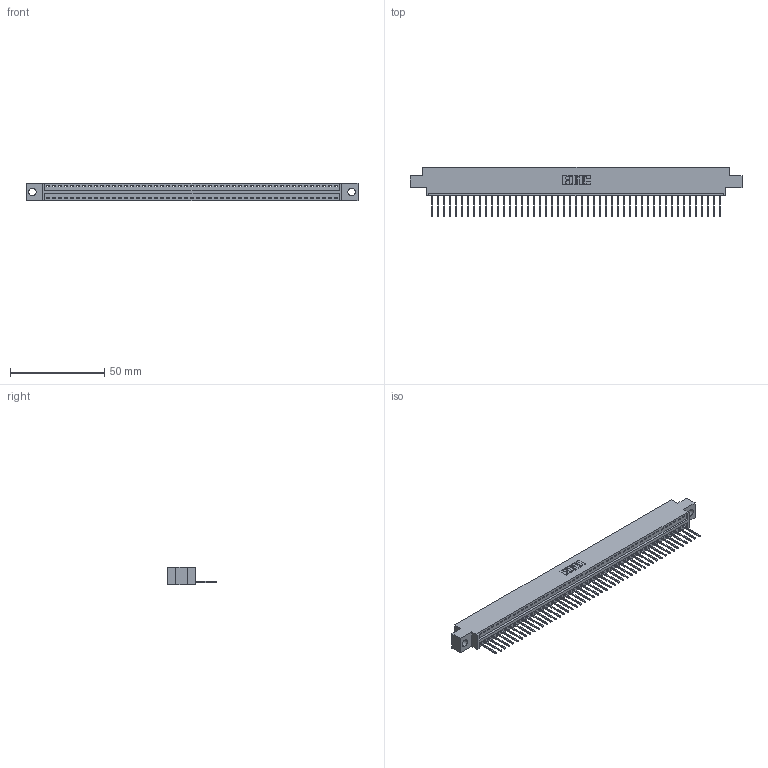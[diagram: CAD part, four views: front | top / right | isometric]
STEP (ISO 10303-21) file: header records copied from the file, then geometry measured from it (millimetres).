
FILE_DESCRIPTION (( 'STEP AP203' ), '1' );
FILE_NAME ('396-049-522-604.STEP', '2018-09-08T01:56:15', ( '' ), ( '' ), 'SwSTEP 2.0', 'SolidWorks 2016', '' );
FILE_SCHEMA (( 'CONFIG_CONTROL_DESIGN' ));
Length unit declared in the file: inch
Products named in the file (3): 345-292-001_345-293-122; 396-049-522-604; 346 Part_0.170 Offset - 0.156 Dia-TH
Assembly tree (50 placements, depth 2):
  396-049-522-604
    346 Part_0.170 Offset - 0.156 Dia-TH
    345-292-001_345-293-122  x49
Bounding box: 176.15 x 26.42 x 9.4 mm (x, y, z)
Volume: 16673.2 mm3; surface area: 21060.6 mm2
Topology: 50 solids, 50 shells, 2968 faces, 8965 edges, 5910 vertices
Faces by surface type: plane 2040, cylinder 928
Entity records: 29621 total; most frequent: CARTESIAN_POINT 5083, ORIENTED_EDGE 5066, DIRECTION 4475, EDGE_CURVE 2533, VECTOR 2205, LINE 2205, VERTEX_POINT 1686, AXIS2_PLACEMENT_3D 1135
